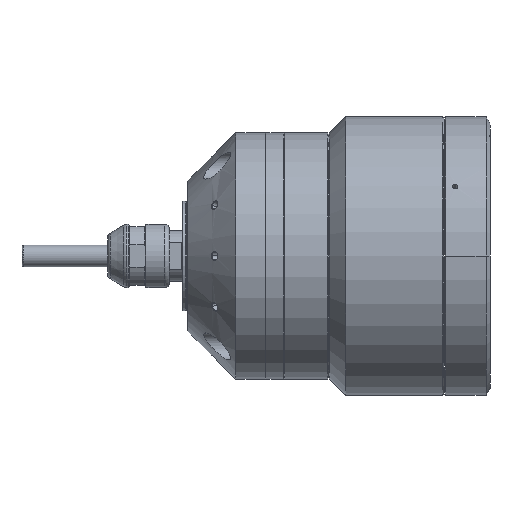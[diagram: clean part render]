
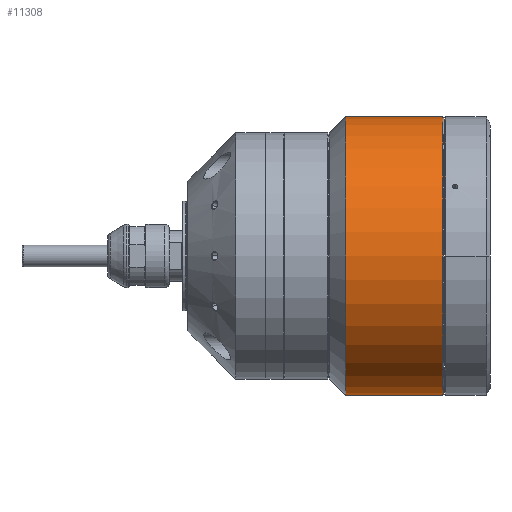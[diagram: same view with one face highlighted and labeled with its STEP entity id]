
A CAD part, front view. The second image highlights one B-rep face of the part: STEP entity #11308.
In plain terms, the highlighted cylindrical face has radius 26 mm (diameter 52 mm), a partial arc.
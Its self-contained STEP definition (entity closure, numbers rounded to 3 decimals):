
#484 = VERTEX_POINT ( 'NONE', #12952 ) ;
#1657 = DIRECTION ( 'NONE',  ( -1., 0., 0. ) ) ;
#1706 = VERTEX_POINT ( 'NONE', #12200 ) ;
#1920 = ORIENTED_EDGE ( 'NONE', *, *, #9372, .T. ) ;
#1971 = ORIENTED_EDGE ( 'NONE', *, *, #2249, .F. ) ;
#2249 = EDGE_CURVE ( 'NONE', #1706, #15150, #10020, .T. ) ;
#2808 = VERTEX_POINT ( 'NONE', #3782 ) ;
#3126 = DIRECTION ( 'NONE',  ( 0., 0., 1. ) ) ;
#3638 = CARTESIAN_POINT ( 'NONE',  ( 17.372, 0., -26. ) ) ;
#3716 = VECTOR ( 'NONE', #6841, 1000. ) ;
#3782 = CARTESIAN_POINT ( 'NONE',  ( 29.5, 0., -26. ) ) ;
#5014 = ORIENTED_EDGE ( 'NONE', *, *, #7306, .T. ) ;
#5039 = CIRCLE ( 'NONE', #13950, 26. ) ;
#6109 = DIRECTION ( 'NONE',  ( -1., 0., 0. ) ) ;
#6841 = DIRECTION ( 'NONE',  ( 1., 0., 0. ) ) ;
#6934 = CYLINDRICAL_SURFACE ( 'NONE', #14591, 26. ) ;
#7306 = EDGE_CURVE ( 'NONE', #2808, #484, #9306, .T. ) ;
#9203 = CARTESIAN_POINT ( 'NONE',  ( 29.5, 0., 0. ) ) ;
#9306 = LINE ( 'NONE', #3638, #3716 ) ;
#9372 = EDGE_CURVE ( 'NONE', #484, #15150, #5039, .T. ) ;
#9784 = CARTESIAN_POINT ( 'NONE',  ( 17.372, 0., 26. ) ) ;
#10020 = LINE ( 'NONE', #9784, #10499 ) ;
#10499 = VECTOR ( 'NONE', #14735, 1000. ) ;
#10578 = EDGE_CURVE ( 'NONE', #2808, #1706, #15326, .T. ) ;
#11308 = ADVANCED_FACE ( 'NONE', ( #14036 ), #6934, .T. ) ;
#11832 = EDGE_LOOP ( 'NONE', ( #11870, #5014, #1920, #1971 ) ) ;
#11870 = ORIENTED_EDGE ( 'NONE', *, *, #10578, .F. ) ;
#11989 = CARTESIAN_POINT ( 'NONE',  ( 47.7, 0., 26. ) ) ;
#12006 = AXIS2_PLACEMENT_3D ( 'NONE', #9203, #1657, #15039 ) ;
#12167 = CARTESIAN_POINT ( 'NONE',  ( 47.7, 0., 0. ) ) ;
#12200 = CARTESIAN_POINT ( 'NONE',  ( 29.5, 0., 26. ) ) ;
#12327 = DIRECTION ( 'NONE',  ( 0., 0., 1. ) ) ;
#12952 = CARTESIAN_POINT ( 'NONE',  ( 47.7, 0., -26. ) ) ;
#12994 = DIRECTION ( 'NONE',  ( 1., 0., 0. ) ) ;
#13950 = AXIS2_PLACEMENT_3D ( 'NONE', #12167, #6109, #12327 ) ;
#14036 = FACE_OUTER_BOUND ( 'NONE', #11832, .T. ) ;
#14121 = CARTESIAN_POINT ( 'NONE',  ( 17.372, 0., 0. ) ) ;
#14591 = AXIS2_PLACEMENT_3D ( 'NONE', #14121, #12994, #3126 ) ;
#14735 = DIRECTION ( 'NONE',  ( 1., 0., 0. ) ) ;
#15039 = DIRECTION ( 'NONE',  ( 0., 0., 1. ) ) ;
#15150 = VERTEX_POINT ( 'NONE', #11989 ) ;
#15326 = CIRCLE ( 'NONE', #12006, 26. ) ;
